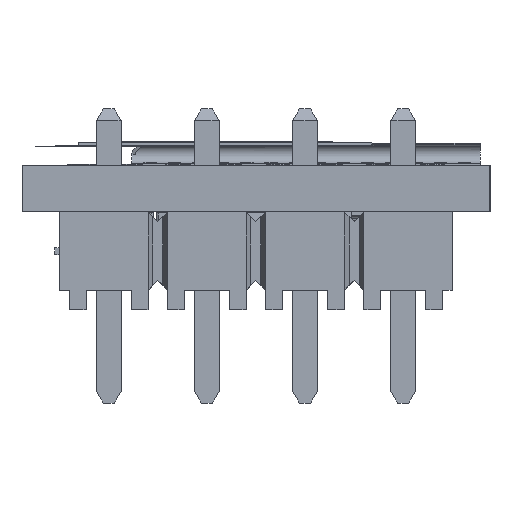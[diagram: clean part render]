
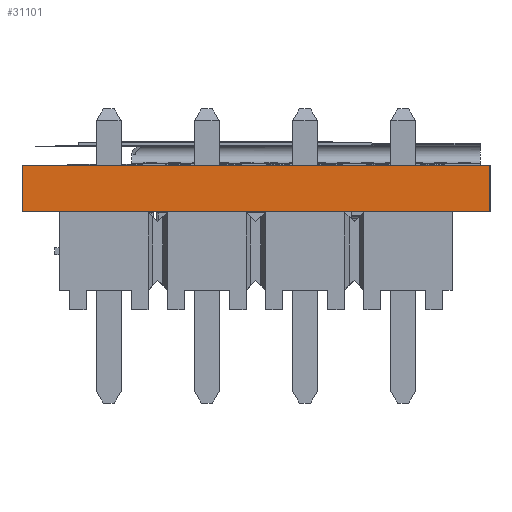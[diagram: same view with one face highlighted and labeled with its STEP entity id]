
A CAD part, left-side view. The second image highlights one B-rep face of the part: STEP entity #31101.
In plain terms, the highlighted planar face has unit normal (-1, 0, 0).
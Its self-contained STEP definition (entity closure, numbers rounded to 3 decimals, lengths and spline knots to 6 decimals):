
#4490=LINE('',#56562,#8104);
#4495=LINE('',#56572,#8109);
#4497=LINE('',#56576,#8111);
#4498=LINE('',#56577,#8112);
#8104=VECTOR('',#42618,1.);
#8109=VECTOR('',#42627,1.);
#8111=VECTOR('',#42631,1.);
#8112=VECTOR('',#42632,1.);
#15716=ORIENTED_EDGE('',*,*,#20673,.F.);
#15717=ORIENTED_EDGE('',*,*,#20666,.F.);
#15718=ORIENTED_EDGE('',*,*,#20674,.T.);
#15719=ORIENTED_EDGE('',*,*,#20671,.T.);
#20666=EDGE_CURVE('',#23526,#23524,#4490,.T.);
#20671=EDGE_CURVE('',#23530,#23529,#4495,.T.);
#20673=EDGE_CURVE('',#23524,#23529,#4497,.T.);
#20674=EDGE_CURVE('',#23526,#23530,#4498,.T.);
#23524=VERTEX_POINT('',#56557);
#23526=VERTEX_POINT('',#56561);
#23529=VERTEX_POINT('',#56571);
#23530=VERTEX_POINT('',#56573);
#25855=EDGE_LOOP('',(#15716,#15717,#15718,#15719));
#27841=FACE_BOUND('',#25855,.T.);
#29390=PLANE('',#35711);
#31101=ADVANCED_FACE('',(#27841),#29390,.T.);
#35711=AXIS2_PLACEMENT_3D('',#56575,#42629,#42630);
#42618=DIRECTION('',(0.,0.,-1.));
#42627=DIRECTION('',(0.,0.,-1.));
#42629=DIRECTION('',(-1.,0.,0.));
#42630=DIRECTION('',(0.,0.,1.));
#42631=DIRECTION('',(0.,1.,0.));
#42632=DIRECTION('',(0.,1.,0.));
#56557=CARTESIAN_POINT('',(-0.018974,-0.006058,0.));
#56561=CARTESIAN_POINT('',(-0.018974,-0.006058,0.001194));
#56562=CARTESIAN_POINT('',(-0.018974,-0.006058,0.001194));
#56571=CARTESIAN_POINT('',(-0.018974,0.006058,0.));
#56572=CARTESIAN_POINT('',(-0.018974,0.006058,0.001194));
#56573=CARTESIAN_POINT('',(-0.018974,0.006058,0.001194));
#56575=CARTESIAN_POINT('',(-0.018974,-0.006058,0.001194));
#56576=CARTESIAN_POINT('',(-0.018974,-0.006058,0.));
#56577=CARTESIAN_POINT('',(-0.018974,-0.006058,0.001194));
